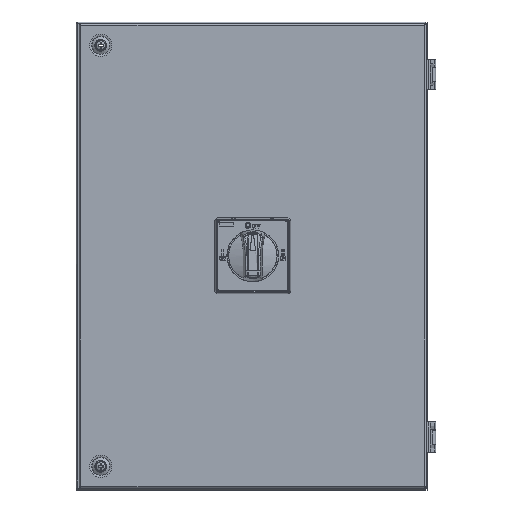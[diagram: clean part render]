
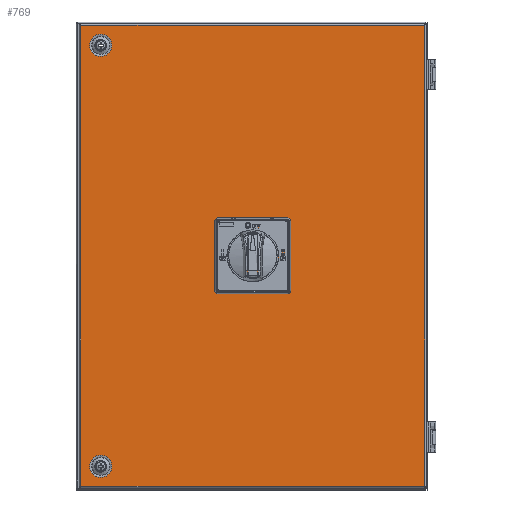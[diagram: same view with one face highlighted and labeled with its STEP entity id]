
A CAD part, top view. The second image highlights one B-rep face of the part: STEP entity #769.
In plain terms, the highlighted planar face has unit normal (0, 0, 1).
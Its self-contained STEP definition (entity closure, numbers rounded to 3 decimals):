
#595=FACE_BOUND('',#1369,.T.);
#596=FACE_BOUND('',#1370,.T.);
#597=FACE_BOUND('',#1371,.T.);
#598=FACE_BOUND('',#1372,.T.);
#599=FACE_BOUND('',#1373,.T.);
#600=FACE_BOUND('',#1374,.T.);
#601=FACE_BOUND('',#1375,.T.);
#602=FACE_BOUND('',#1376,.T.);
#769=ADVANCED_FACE('',(#595,#596,#597,#598,#599,#600,#601,#602),#950,.F.);
#950=PLANE('',#6261);
#1369=EDGE_LOOP('',(#3474));
#1370=EDGE_LOOP('',(#3475));
#1371=EDGE_LOOP('',(#3476));
#1372=EDGE_LOOP('',(#3477));
#1373=EDGE_LOOP('',(#3478));
#1374=EDGE_LOOP('',(#3479));
#1375=EDGE_LOOP('',(#3480));
#1376=EDGE_LOOP('',(#3481,#3482,#3483,#3484));
#1918=LINE('',#10101,#2535);
#1919=LINE('',#10104,#2536);
#1920=LINE('',#10106,#2537);
#1921=LINE('',#10108,#2538);
#2535=VECTOR('',#7332,1.);
#2536=VECTOR('',#7333,1.);
#2537=VECTOR('',#7334,1.);
#2538=VECTOR('',#7335,1.);
#3474=ORIENTED_EDGE('',*,*,#5463,.F.);
#3475=ORIENTED_EDGE('',*,*,#5464,.T.);
#3476=ORIENTED_EDGE('',*,*,#5465,.T.);
#3477=ORIENTED_EDGE('',*,*,#5466,.T.);
#3478=ORIENTED_EDGE('',*,*,#5467,.T.);
#3479=ORIENTED_EDGE('',*,*,#5468,.T.);
#3480=ORIENTED_EDGE('',*,*,#5454,.F.);
#3481=ORIENTED_EDGE('',*,*,#5469,.T.);
#3482=ORIENTED_EDGE('',*,*,#5470,.T.);
#3483=ORIENTED_EDGE('',*,*,#5471,.T.);
#3484=ORIENTED_EDGE('',*,*,#5472,.F.);
#4540=VERTEX_POINT('',#10071);
#4547=VERTEX_POINT('',#10090);
#4548=VERTEX_POINT('',#10092);
#4549=VERTEX_POINT('',#10094);
#4550=VERTEX_POINT('',#10096);
#4551=VERTEX_POINT('',#10098);
#4552=VERTEX_POINT('',#10100);
#4553=VERTEX_POINT('',#10102);
#4554=VERTEX_POINT('',#10103);
#4555=VERTEX_POINT('',#10105);
#4556=VERTEX_POINT('',#10107);
#5454=EDGE_CURVE('',#4540,#4540,#5933,.T.);
#5463=EDGE_CURVE('',#4547,#4547,#5936,.T.);
#5464=EDGE_CURVE('',#4548,#4548,#5937,.T.);
#5465=EDGE_CURVE('',#4549,#4549,#5938,.T.);
#5466=EDGE_CURVE('',#4550,#4550,#5939,.T.);
#5467=EDGE_CURVE('',#4551,#4551,#5940,.T.);
#5468=EDGE_CURVE('',#4552,#4552,#5941,.T.);
#5469=EDGE_CURVE('',#4553,#4554,#1918,.T.);
#5470=EDGE_CURVE('',#4554,#4555,#1919,.T.);
#5471=EDGE_CURVE('',#4555,#4556,#1920,.T.);
#5472=EDGE_CURVE('',#4553,#4556,#1921,.T.);
#5933=CIRCLE('',#6249,9.532);
#5936=CIRCLE('',#6255,9.532);
#5937=CIRCLE('',#6256,1.85);
#5938=CIRCLE('',#6257,1.85);
#5939=CIRCLE('',#6258,1.85);
#5940=CIRCLE('',#6259,1.85);
#5941=CIRCLE('',#6260,7.8);
#6249=AXIS2_PLACEMENT_3D('',#10070,#7302,#7303);
#6255=AXIS2_PLACEMENT_3D('',#10089,#7320,#7321);
#6256=AXIS2_PLACEMENT_3D('',#10091,#7322,#7323);
#6257=AXIS2_PLACEMENT_3D('',#10093,#7324,#7325);
#6258=AXIS2_PLACEMENT_3D('',#10095,#7326,#7327);
#6259=AXIS2_PLACEMENT_3D('',#10097,#7328,#7329);
#6260=AXIS2_PLACEMENT_3D('',#10099,#7330,#7331);
#6261=AXIS2_PLACEMENT_3D('',#10109,#7336,#7337);
#7302=DIRECTION('',(0.,0.,1.));
#7303=DIRECTION('',(-1.,0.,0.));
#7320=DIRECTION('',(0.,0.,1.));
#7321=DIRECTION('',(-1.,0.,0.));
#7322=DIRECTION('',(0.,0.,-1.));
#7323=DIRECTION('',(-1.,0.,0.));
#7324=DIRECTION('',(0.,0.,-1.));
#7325=DIRECTION('',(-1.,0.,0.));
#7326=DIRECTION('',(0.,0.,-1.));
#7327=DIRECTION('',(-1.,0.,0.));
#7328=DIRECTION('',(0.,0.,-1.));
#7329=DIRECTION('',(-1.,0.,0.));
#7330=DIRECTION('',(0.,0.,-1.));
#7331=DIRECTION('',(-1.,0.,0.));
#7332=DIRECTION('',(-1.,0.,0.));
#7333=DIRECTION('',(0.,-1.,0.));
#7334=DIRECTION('',(1.,0.,0.));
#7335=DIRECTION('',(0.,-1.,0.));
#7336=DIRECTION('',(0.,0.,-1.));
#7337=DIRECTION('',(-1.,0.,0.));
#10070=CARTESIAN_POINT('',(-52.98,281.,-0.235));
#10071=CARTESIAN_POINT('',(-62.512,281.,-0.235));
#10089=CARTESIAN_POINT('',(-52.98,-79.,-0.09));
#10090=CARTESIAN_POINT('',(-62.512,-79.,-0.09));
#10091=CARTESIAN_POINT('',(59.02,119.,-0.17));
#10092=CARTESIAN_POINT('',(57.17,119.,-0.17));
#10093=CARTESIAN_POINT('',(95.02,119.,-0.17));
#10094=CARTESIAN_POINT('',(93.17,119.,-0.17));
#10095=CARTESIAN_POINT('',(59.02,83.,-0.155));
#10096=CARTESIAN_POINT('',(57.17,83.,-0.155));
#10097=CARTESIAN_POINT('',(95.02,83.,-0.155));
#10098=CARTESIAN_POINT('',(93.17,83.,-0.155));
#10099=CARTESIAN_POINT('',(77.02,101.,-0.162));
#10100=CARTESIAN_POINT('',(69.22,101.,-0.162));
#10101=CARTESIAN_POINT('',(77.02,298.,-0.242));
#10102=CARTESIAN_POINT('',(224.02,298.,-0.242));
#10103=CARTESIAN_POINT('',(-69.98,298.,-0.242));
#10104=CARTESIAN_POINT('',(-69.98,298.5,-0.242));
#10105=CARTESIAN_POINT('',(-69.98,-96.,-0.083));
#10106=CARTESIAN_POINT('',(-69.98,-96.,-0.083));
#10107=CARTESIAN_POINT('',(224.021,-96.,-0.083));
#10108=CARTESIAN_POINT('',(224.02,298.5,-0.242));
#10109=CARTESIAN_POINT('',(77.02,101.,-0.162));
